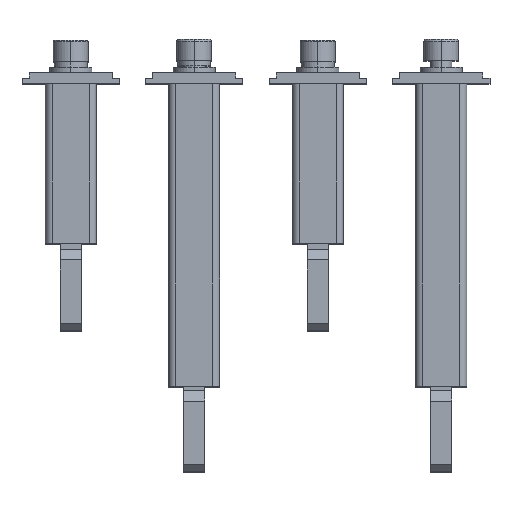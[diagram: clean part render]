
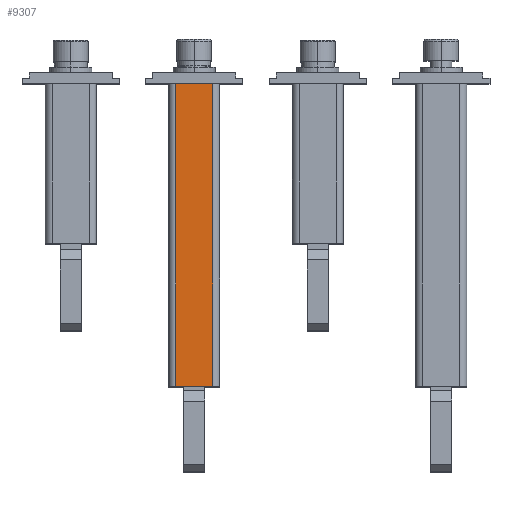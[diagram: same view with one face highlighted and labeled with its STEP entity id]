
A CAD part, top view. The second image highlights one B-rep face of the part: STEP entity #9307.
In plain terms, the highlighted planar face has unit normal (0, 0, 1).
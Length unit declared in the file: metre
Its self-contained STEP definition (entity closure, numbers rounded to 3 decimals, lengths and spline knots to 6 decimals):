
#8888=DIRECTION('',(1.,0.,0.));
#8889=VECTOR('',#8888,0.0105);
#8890=CARTESIAN_POINT('',(0.04755,0.0149,-0.004009));
#8891=LINE('',#8890,#8889);
#8896=DIRECTION('',(0.,1.,0.));
#8897=VECTOR('',#8896,0.0858);
#8898=CARTESIAN_POINT('',(0.04755,-0.0709,-0.004009));
#8899=LINE('',#8898,#8897);
#8940=DIRECTION('',(0.,-1.,0.));
#8941=VECTOR('',#8940,0.0858);
#8942=CARTESIAN_POINT('',(0.05805,0.0149,-0.004009));
#8943=LINE('',#8942,#8941);
#8948=DIRECTION('',(1.,0.,0.));
#8949=VECTOR('',#8948,0.0105);
#8950=CARTESIAN_POINT('',(0.04755,-0.0709,-0.004009));
#8951=LINE('',#8950,#8949);
#8952=CARTESIAN_POINT('',(0.04755,-0.0709,-0.004009));
#8953=CARTESIAN_POINT('',(0.05805,-0.0709,-0.004009));
#8954=VERTEX_POINT('',#8952);
#8955=VERTEX_POINT('',#8953);
#8984=CARTESIAN_POINT('',(0.04755,0.0149,-0.004009));
#8985=CARTESIAN_POINT('',(0.05805,0.0149,-0.004009));
#8986=VERTEX_POINT('',#8984);
#8987=VERTEX_POINT('',#8985);
#9296=CARTESIAN_POINT('',(0.04555,-0.0709,-0.004009));
#9297=DIRECTION('',(0.,0.,1.));
#9298=DIRECTION('',(1.,0.,0.));
#9299=AXIS2_PLACEMENT_3D('',#9296,#9297,#9298);
#9300=PLANE('',#9299);
#9301=ORIENTED_EDGE('',*,*,#9213,.T.);
#9302=ORIENTED_EDGE('',*,*,#9189,.T.);
#9303=ORIENTED_EDGE('',*,*,#9289,.T.);
#9304=ORIENTED_EDGE('',*,*,#9023,.F.);
#9305=EDGE_LOOP('',(#9301,#9302,#9303,#9304));
#9306=FACE_OUTER_BOUND('',#9305,.F.);
#9307=ADVANCED_FACE('',(#9306),#9300,.T.);
#9023=EDGE_CURVE('',#8954,#8955,#8951,.T.);
#9189=EDGE_CURVE('',#8986,#8987,#8891,.T.);
#9213=EDGE_CURVE('',#8954,#8986,#8899,.T.);
#9289=EDGE_CURVE('',#8987,#8955,#8943,.T.);
